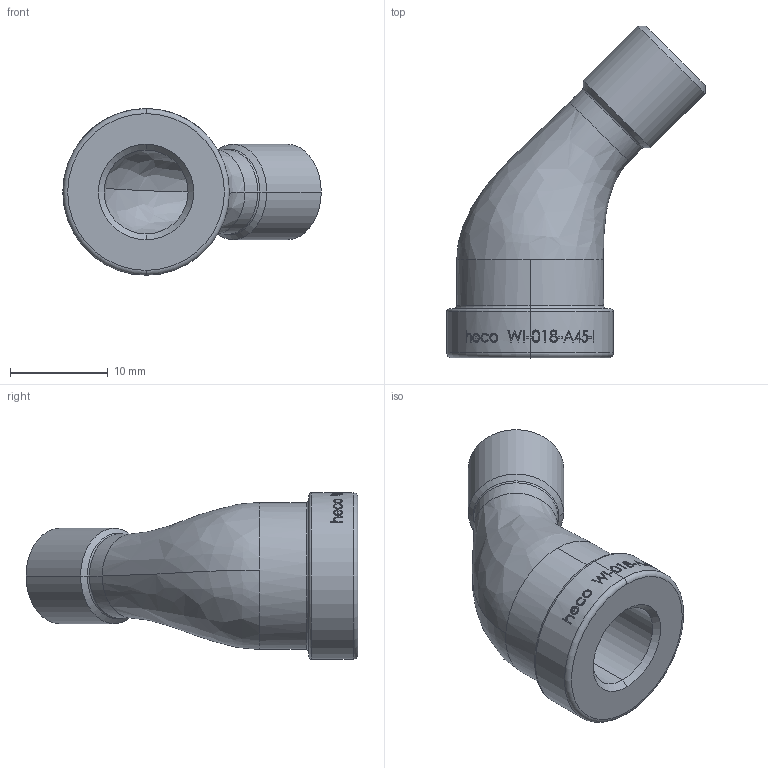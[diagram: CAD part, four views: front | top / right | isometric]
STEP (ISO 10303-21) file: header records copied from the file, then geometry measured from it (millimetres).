
FILE_DESCRIPTION (( 'STEP AP214' ), '1' );
FILE_NAME ('heco_WI-018-A45-I.STEP', '2017-05-19T10:11:41', ( '' ), ( '' ), 'SwSTEP 2.0', 'SolidWorks 2016', '' );
FILE_SCHEMA (( 'AUTOMOTIVE_DESIGN' ));
Length unit declared in the file: millimetre
Products named in the file (1): heco_WI-018-A45-I
Bounding box: 26.38 x 33.88 x 17 mm (x, y, z)
Volume: 2880.2 mm3; surface area: 2479.1 mm2
Topology: 1 solids, 1 shells, 213 faces, 538 edges, 350 vertices
Faces by surface type: bspline 95, plane 63, cylinder 37, torus 10, cone 8
Entity records: 14128 total; most frequent: CARTESIAN_POINT 7882, ORIENTED_EDGE 1076, DIRECTION 608, EDGE_CURVE 538, VERTEX_POINT 350, B_SPLINE_CURVE_WITH_KNOTS 298, AXIS2_PLACEMENT_3D 249, EDGE_LOOP 238
